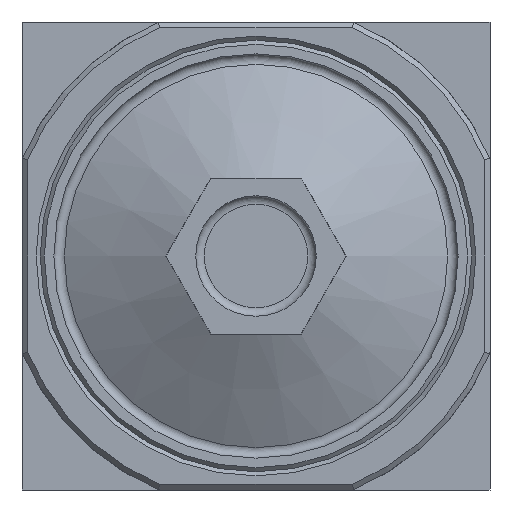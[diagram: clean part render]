
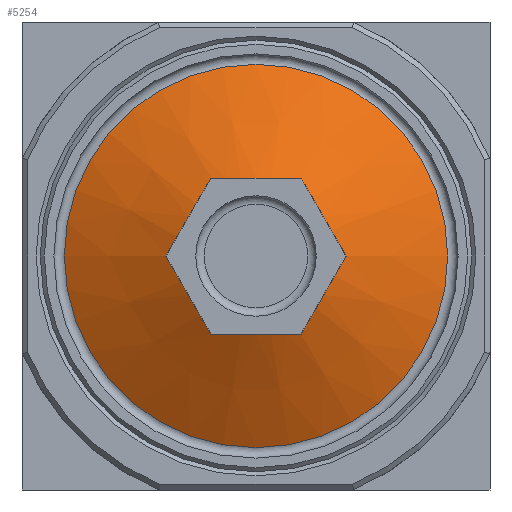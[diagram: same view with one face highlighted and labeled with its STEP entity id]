
A CAD part, front view. The second image highlights one B-rep face of the part: STEP entity #5254.
In plain terms, the highlighted conical face has half-angle 62 degrees and reference radius 27.03 mm.
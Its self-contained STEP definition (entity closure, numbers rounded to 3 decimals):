
#72=CONICAL_SURFACE('',#5592,27.031,1.082);
#108=B_SPLINE_CURVE_WITH_KNOTS('',3,(#7505,#7506,#7507,#7508,#7509,#7510),
 .UNSPECIFIED.,.F.,.F.,(4,1,1,4),(0.,0.006,
0.01,0.013),.UNSPECIFIED.);
#109=B_SPLINE_CURVE_WITH_KNOTS('',3,(#7513,#7514,#7515,#7516,#7517,#7518),
 .UNSPECIFIED.,.F.,.F.,(4,1,1,4),(0.016,0.023,
0.026,0.029),.UNSPECIFIED.);
#110=B_SPLINE_CURVE_WITH_KNOTS('',3,(#7520,#7521,#7522,#7523,#7524,#7525),
 .UNSPECIFIED.,.F.,.F.,(4,1,1,4),(0.,0.006,
0.01,0.013),.UNSPECIFIED.);
#111=B_SPLINE_CURVE_WITH_KNOTS('',3,(#7527,#7528,#7529,#7530,#7531,#7532),
 .UNSPECIFIED.,.F.,.F.,(4,1,1,4),(0.,0.006,
0.01,0.013),.UNSPECIFIED.);
#112=B_SPLINE_CURVE_WITH_KNOTS('',3,(#7534,#7535,#7536,#7537,#7538,#7539),
 .UNSPECIFIED.,.F.,.F.,(4,1,1,4),(0.016,0.023,
0.026,0.029),.UNSPECIFIED.);
#113=B_SPLINE_CURVE_WITH_KNOTS('',3,(#7541,#7542,#7543,#7544,#7545,#7546),
 .UNSPECIFIED.,.F.,.F.,(4,1,1,4),(0.,0.006,
0.01,0.013),.UNSPECIFIED.);
#381=CIRCLE('',#5593,27.031);
#700=ORIENTED_EDGE('',*,*,#1760,.F.);
#701=ORIENTED_EDGE('',*,*,#1761,.F.);
#702=ORIENTED_EDGE('',*,*,#1762,.F.);
#703=ORIENTED_EDGE('',*,*,#1763,.F.);
#704=ORIENTED_EDGE('',*,*,#1764,.F.);
#705=ORIENTED_EDGE('',*,*,#1765,.F.);
#706=ORIENTED_EDGE('',*,*,#1766,.T.);
#1760=EDGE_CURVE('',#2273,#2274,#108,.T.);
#1761=EDGE_CURVE('',#2275,#2273,#109,.T.);
#1762=EDGE_CURVE('',#2276,#2275,#110,.T.);
#1763=EDGE_CURVE('',#2277,#2276,#111,.T.);
#1764=EDGE_CURVE('',#2278,#2277,#112,.T.);
#1765=EDGE_CURVE('',#2274,#2278,#113,.T.);
#1766=EDGE_CURVE('',#2279,#2279,#381,.T.);
#2273=VERTEX_POINT('',#7511);
#2274=VERTEX_POINT('',#7512);
#2275=VERTEX_POINT('',#7519);
#2276=VERTEX_POINT('',#7526);
#2277=VERTEX_POINT('',#7533);
#2278=VERTEX_POINT('',#7540);
#2279=VERTEX_POINT('',#7548);
#3088=EDGE_LOOP('',(#700,#701,#702,#703,#704,#705));
#3089=EDGE_LOOP('',(#706));
#3418=FACE_BOUND('',#3088,.T.);
#3419=FACE_BOUND('',#3089,.T.);
#5254=ADVANCED_FACE('',(#3418,#3419),#72,.T.);
#5592=AXIS2_PLACEMENT_3D('',#7504,#6258,#6259);
#5593=AXIS2_PLACEMENT_3D('',#7547,#6260,#6261);
#6258=DIRECTION('',(0.,1.,0.));
#6259=DIRECTION('',(0.,0.,1.));
#6260=DIRECTION('',(0.,-1.,0.));
#6261=DIRECTION('',(0.,0.,-1.));
#7504=CARTESIAN_POINT('',(0.,-28.876,0.));
#7505=CARTESIAN_POINT('',(11.,-36.495,6.351));
#7506=CARTESIAN_POINT('',(9.198,-37.048,7.391));
#7507=CARTESIAN_POINT('',(6.446,-37.574,8.98));
#7508=CARTESIAN_POINT('',(2.713,-37.228,11.135));
#7509=CARTESIAN_POINT('',(0.902,-36.772,12.181));
#7510=CARTESIAN_POINT('',(0.,-36.495,12.702));
#7511=CARTESIAN_POINT('',(11.,-36.495,6.351));
#7512=CARTESIAN_POINT('',(0.,-36.495,12.702));
#7513=CARTESIAN_POINT('',(11.,-36.495,-6.351));
#7514=CARTESIAN_POINT('',(11.,-37.046,-4.278));
#7515=CARTESIAN_POINT('',(11.,-37.574,-1.115));
#7516=CARTESIAN_POINT('',(11.,-37.227,3.23));
#7517=CARTESIAN_POINT('',(11.,-36.771,5.315));
#7518=CARTESIAN_POINT('',(11.,-36.495,6.351));
#7519=CARTESIAN_POINT('',(11.,-36.495,-6.351));
#7520=CARTESIAN_POINT('',(0.,-36.495,-12.702));
#7521=CARTESIAN_POINT('',(1.802,-37.048,-11.662));
#7522=CARTESIAN_POINT('',(4.554,-37.574,-10.073));
#7523=CARTESIAN_POINT('',(8.287,-37.228,-7.917));
#7524=CARTESIAN_POINT('',(10.098,-36.772,-6.871));
#7525=CARTESIAN_POINT('',(11.,-36.495,-6.351));
#7526=CARTESIAN_POINT('',(0.,-36.495,-12.702));
#7527=CARTESIAN_POINT('',(-11.,-36.495,-6.351));
#7528=CARTESIAN_POINT('',(-9.198,-37.048,-7.391));
#7529=CARTESIAN_POINT('',(-6.446,-37.574,-8.98));
#7530=CARTESIAN_POINT('',(-2.713,-37.228,-11.135));
#7531=CARTESIAN_POINT('',(-0.902,-36.772,-12.181));
#7532=CARTESIAN_POINT('',(0.,-36.495,-12.702));
#7533=CARTESIAN_POINT('',(-11.,-36.495,-6.351));
#7534=CARTESIAN_POINT('',(-11.,-36.495,6.351));
#7535=CARTESIAN_POINT('',(-11.,-37.046,4.278));
#7536=CARTESIAN_POINT('',(-11.,-37.574,1.115));
#7537=CARTESIAN_POINT('',(-11.,-37.227,-3.23));
#7538=CARTESIAN_POINT('',(-11.,-36.771,-5.315));
#7539=CARTESIAN_POINT('',(-11.,-36.495,-6.351));
#7540=CARTESIAN_POINT('',(-11.,-36.495,6.351));
#7541=CARTESIAN_POINT('',(0.,-36.495,12.702));
#7542=CARTESIAN_POINT('',(-1.802,-37.048,11.662));
#7543=CARTESIAN_POINT('',(-4.554,-37.574,10.073));
#7544=CARTESIAN_POINT('',(-8.287,-37.228,7.917));
#7545=CARTESIAN_POINT('',(-10.098,-36.772,6.871));
#7546=CARTESIAN_POINT('',(-11.,-36.495,6.351));
#7547=CARTESIAN_POINT('',(0.,-28.876,0.));
#7548=CARTESIAN_POINT('',(0.,-28.876,-27.031));
